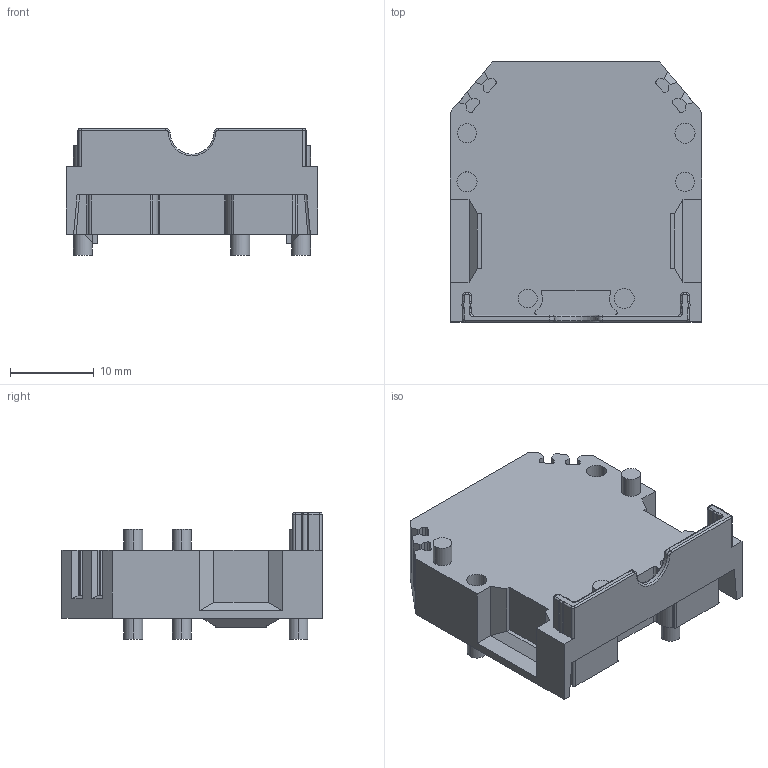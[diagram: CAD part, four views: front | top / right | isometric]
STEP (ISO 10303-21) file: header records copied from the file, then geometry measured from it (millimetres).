
FILE_DESCRIPTION((''),'2;1');
FILE_NAME('BKA100_ISO_STEP','2009-05-29T',('Stollb'),(''),'PRO/ENGINEER BY PARAMETRIC TECHNOLOGY CORPORATION, 2007390','PRO/ENGINEER BY PARAMETRIC TECHNOLOGY CORPORATION, 2007390','');
FILE_SCHEMA(('CONFIG_CONTROL_DESIGN'));
Length unit declared in the file: millimetre
Products named in the file (1): BKA100_ISO_STEP
Bounding box: 30 x 31 x 15.1 mm (x, y, z)
Volume: 6182.8 mm3; surface area: 3894 mm2
Topology: 1 solids, 1 shells, 274 faces, 702 edges, 446 vertices
Faces by surface type: plane 137, cylinder 105, torus 20, bspline 6, cone 4, extrusion 2
Entity records: 8425 total; most frequent: CARTESIAN_POINT 1559, DIRECTION 1478, ORIENTED_EDGE 1404, EDGE_CURVE 702, AXIS2_PLACEMENT_3D 514, VECTOR 450, LINE 448, VERTEX_POINT 446
